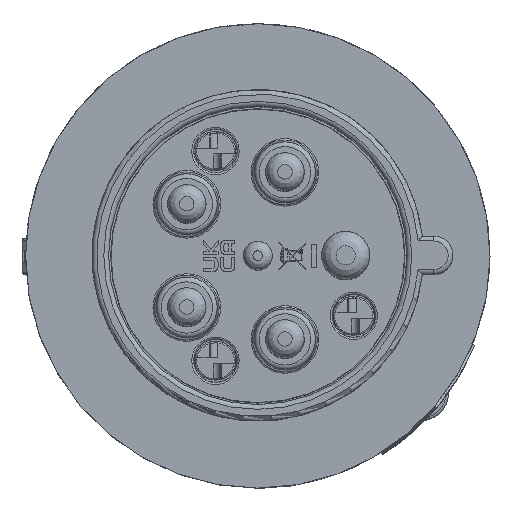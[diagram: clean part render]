
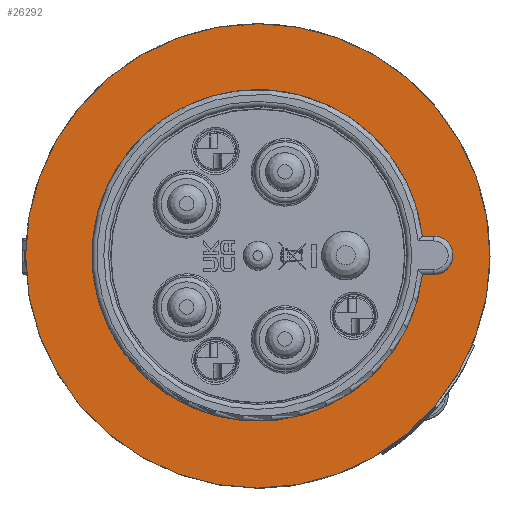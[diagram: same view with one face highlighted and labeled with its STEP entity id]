
A CAD part, top view. The second image highlights one B-rep face of the part: STEP entity #26292.
In plain terms, the highlighted planar face has unit normal (0, 0, 1).
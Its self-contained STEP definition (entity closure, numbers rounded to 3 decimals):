
#45=FACE_BOUND('',#3860,.T.);
#1257=PLANE('',#28070);
#2446=FACE_OUTER_BOUND('',#3859,.T.);
#3859=EDGE_LOOP('',(#21501,#21502));
#3860=EDGE_LOOP('',(#21503,#21504,#21505,#21506));
#5194=CIRCLE('',#26755,48.25);
#5517=CIRCLE('',#27644,48.25);
#5722=CIRCLE('',#28071,34.143);
#7236=LINE('',#49336,#9135);
#7237=LINE('',#49338,#9136);
#7238=LINE('',#49339,#9137);
#9135=VECTOR('',#32638,10.);
#9136=VECTOR('',#32639,10.);
#9137=VECTOR('',#32640,10.);
#9781=VERTEX_POINT('',#34630);
#9783=VERTEX_POINT('',#34634);
#11650=VERTEX_POINT('',#49332);
#11651=VERTEX_POINT('',#49333);
#11652=VERTEX_POINT('',#49335);
#11653=VERTEX_POINT('',#49337);
#12288=EDGE_CURVE('',#9783,#9781,#5194,.T.);
#14375=EDGE_CURVE('',#9781,#9783,#5517,.T.);
#15070=EDGE_CURVE('',#11650,#11651,#5722,.T.);
#15071=EDGE_CURVE('',#11652,#11651,#7236,.T.);
#15072=EDGE_CURVE('',#11653,#11652,#7237,.T.);
#15073=EDGE_CURVE('',#11650,#11653,#7238,.T.);
#21501=ORIENTED_EDGE('',*,*,#12288,.F.);
#21502=ORIENTED_EDGE('',*,*,#14375,.F.);
#21503=ORIENTED_EDGE('',*,*,#15070,.T.);
#21504=ORIENTED_EDGE('',*,*,#15071,.F.);
#21505=ORIENTED_EDGE('',*,*,#15072,.F.);
#21506=ORIENTED_EDGE('',*,*,#15073,.F.);
#26292=ADVANCED_FACE('',(#2446,#45),#1257,.T.);
#26755=AXIS2_PLACEMENT_3D('',#34685,#28751,#28752);
#27644=AXIS2_PLACEMENT_3D('',#45499,#31492,#31493);
#28070=AXIS2_PLACEMENT_3D('',#49331,#32634,#32635);
#28071=AXIS2_PLACEMENT_3D('',#49334,#32636,#32637);
#28751=DIRECTION('center_axis',(0.,0.,
-1.));
#28752=DIRECTION('ref_axis',(-0.5,-0.866,0.));
#31492=DIRECTION('center_axis',(0.,0.,
-1.));
#31493=DIRECTION('ref_axis',(-0.5,-0.866,0.));
#32634=DIRECTION('center_axis',(0.,0.,
1.));
#32635=DIRECTION('ref_axis',(1.,0.,0.));
#32636=DIRECTION('center_axis',(0.,0.,
-1.));
#32637=DIRECTION('ref_axis',(0.,-1.,0.));
#32638=DIRECTION('',(-1.,0.,0.));
#32639=DIRECTION('',(0.,1.,0.));
#32640=DIRECTION('',(1.,0.,0.));
#34630=CARTESIAN_POINT('',(0.,-48.25,10.));
#34634=CARTESIAN_POINT('',(36.883,-31.108,10.));
#34685=CARTESIAN_POINT('Origin',(0.,0.,
10.));
#45499=CARTESIAN_POINT('Origin',(0.,0.,
10.));
#49331=CARTESIAN_POINT('Origin',(0.,0.,
10.));
#49332=CARTESIAN_POINT('',(34.032,-2.75,10.));
#49333=CARTESIAN_POINT('',(34.032,2.75,10.));
#49334=CARTESIAN_POINT('Origin',(0.,0.,
10.));
#49335=CARTESIAN_POINT('',(36.,2.75,10.));
#49336=CARTESIAN_POINT('',(17.016,2.75,10.));
#49337=CARTESIAN_POINT('',(36.,-2.75,10.));
#49338=CARTESIAN_POINT('',(36.,1.375,10.));
#49339=CARTESIAN_POINT('',(18.,-2.75,10.));
